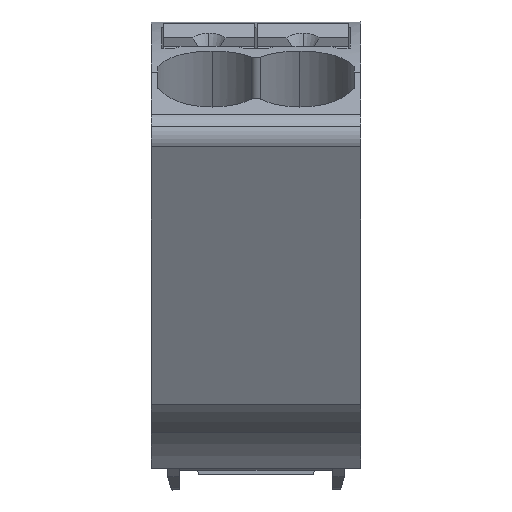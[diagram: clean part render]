
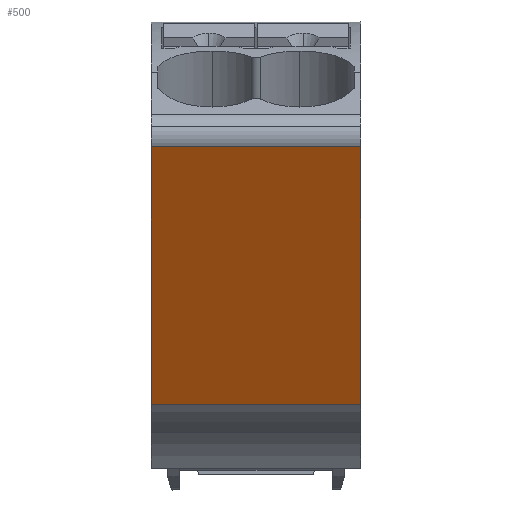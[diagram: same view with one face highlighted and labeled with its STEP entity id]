
A CAD part, front view. The second image highlights one B-rep face of the part: STEP entity #500.
In plain terms, the highlighted planar face has unit normal (0, -0.866, -0.5).
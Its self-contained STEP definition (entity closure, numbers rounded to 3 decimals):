
#500=ADVANCED_FACE('',(#1096),#1097,.F.);
#1096=FACE_OUTER_BOUND('',#2019,.T.);
#1097=PLANE('',#2020);
#2019=EDGE_LOOP('',(#3726,#3727,#3728,#3729));
#2020=AXIS2_PLACEMENT_3D('',#3730,#3731,#3732);
#3726=ORIENTED_EDGE('',*,*,#4766,.F.);
#3727=ORIENTED_EDGE('',*,*,#4786,.F.);
#3728=ORIENTED_EDGE('',*,*,#4736,.T.);
#3729=ORIENTED_EDGE('',*,*,#4828,.T.);
#3730=CARTESIAN_POINT('',(9.613,6.013,18.757));
#3731=DIRECTION('',(0.,0.866,0.5));
#3732=DIRECTION('',(-1.0,0.,0.));
#4736=EDGE_CURVE('',#5664,#5662,#5665,.T.);
#4766=EDGE_CURVE('',#5716,#5718,#5719,.T.);
#4786=EDGE_CURVE('',#5664,#5716,#5756,.T.);
#4828=EDGE_CURVE('',#5662,#5718,#5837,.T.);
#5662=VERTEX_POINT('',#7553);
#5664=VERTEX_POINT('',#7555);
#5665=LINE('',#7556,#7557);
#5716=VERTEX_POINT('',#7619);
#5718=VERTEX_POINT('',#7621);
#5719=LINE('',#7622,#7623);
#5756=LINE('',#7674,#7675);
#5837=LINE('',#7786,#7787);
#7553=CARTESIAN_POINT('',(17.5,12.711,7.155));
#7555=CARTESIAN_POINT('',(0.,12.711,7.155));
#7556=CARTESIAN_POINT('',(8.75,12.711,7.155));
#7557=VECTOR('',#11771,1.0);
#7619=CARTESIAN_POINT('',(0.,0.268,28.706));
#7621=CARTESIAN_POINT('',(17.5,0.268,28.706));
#7622=CARTESIAN_POINT('',(-44.795,0.268,28.706));
#7623=VECTOR('',#11819,1.0);
#7674=CARTESIAN_POINT('',(0.,48.959,-55.629));
#7675=VECTOR('',#11846,1.0);
#7786=CARTESIAN_POINT('',(17.5,48.959,-55.629));
#7787=VECTOR('',#11907,1.0);
#11771=DIRECTION('',(1.0,0.,0.));
#11819=DIRECTION('',(1.0,0.,0.));
#11846=DIRECTION('',(0.,-0.5,0.866));
#11907=DIRECTION('',(0.,-0.5,0.866));
